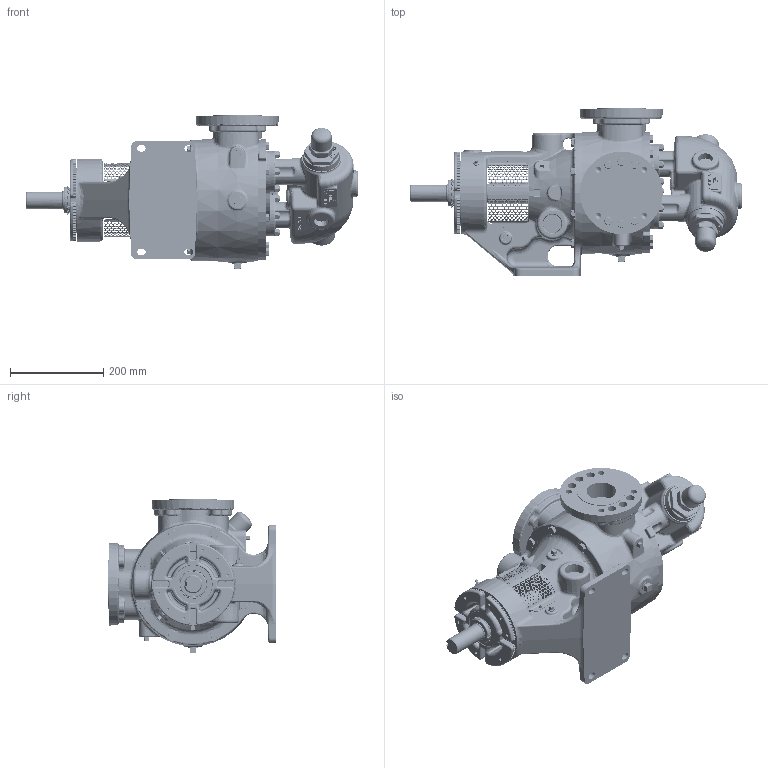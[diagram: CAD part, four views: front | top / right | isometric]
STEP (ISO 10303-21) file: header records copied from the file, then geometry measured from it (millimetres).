
FILE_DESCRIPTION (( 'STEP AP214' ), '1' );
FILE_NAME ('LV-4504.STEP', '2024-02-12T16:53:44', ( '' ), ( '' ), 'SwSTEP 2.0', 'SolidWorks 2022', '' );
FILE_SCHEMA (( 'AUTOMOTIVE_DESIGN' ));
Length unit declared in the file: millimetre
Products named in the file (1): LV-4504
Bounding box: 713.52 x 360.36 x 329.77 mm (x, y, z)
Surface area: 1008200.4 mm2 (no closed solid volume)
Topology: 0 solids, 1 shells, 8768 faces, 23162 edges, 14601 vertices
Faces by surface type: bspline 3757, plane 2819, cylinder 1047, cone 798, torus 251, sphere 96
Entity records: 469462 total; most frequent: CARTESIAN_POINT 216903, ORIENTED_EDGE 46038, DIRECTION 29162, EDGE_CURVE 23019, VERTEX_POINT 14594, AXIS2_PLACEMENT_3D 10617, EDGE_LOOP 9959, B_SPLINE_CURVE_WITH_KNOTS 9102
